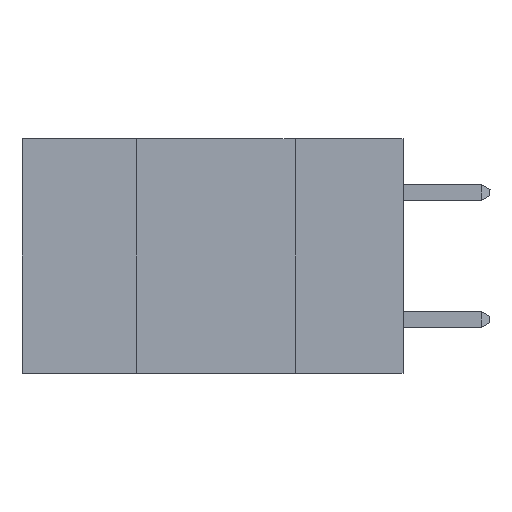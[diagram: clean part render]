
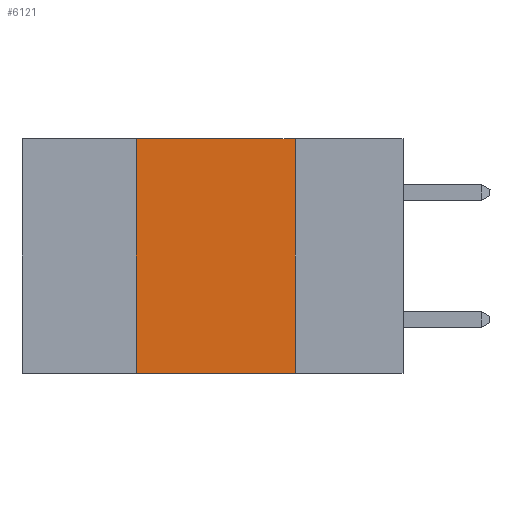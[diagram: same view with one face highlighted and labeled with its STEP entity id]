
A CAD part, left-side view. The second image highlights one B-rep face of the part: STEP entity #6121.
In plain terms, the highlighted planar face has unit normal (-1, 0, 0).
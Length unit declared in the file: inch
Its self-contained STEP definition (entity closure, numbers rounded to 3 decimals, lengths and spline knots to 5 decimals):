
#530 = AXIS2_PLACEMENT_3D ( 'NONE', #804, #14625, #4319 ) ;
#727 = CARTESIAN_POINT ( 'NONE',  ( 0., 0.17, 0. ) ) ;
#804 = CARTESIAN_POINT ( 'NONE',  ( 0., 0.6, 0. ) ) ;
#923 = LINE ( 'NONE', #17461, #4468 ) ;
#1061 = EDGE_CURVE ( 'NONE', #16373, #21375, #2824, .T. ) ;
#2335 = LINE ( 'NONE', #4360, #11002 ) ;
#2621 = ORIENTED_EDGE ( 'NONE', *, *, #1061, .F. ) ;
#2680 = EDGE_CURVE ( 'NONE', #13308, #16373, #6082, .T. ) ;
#2788 = ORIENTED_EDGE ( 'NONE', *, *, #2680, .F. ) ;
#2824 = LINE ( 'NONE', #727, #16003 ) ;
#2935 = CARTESIAN_POINT ( 'NONE',  ( 0., 0.42, 0. ) ) ;
#3831 = EDGE_LOOP ( 'NONE', ( #2621, #2788, #8282, #6068 ) ) ;
#3974 = CARTESIAN_POINT ( 'NONE',  ( 0., 0.17, -0.37 ) ) ;
#4319 = DIRECTION ( 'NONE',  ( 0., 0., -1. ) ) ;
#4360 = CARTESIAN_POINT ( 'NONE',  ( 0., 0.42, 0. ) ) ;
#4468 = VECTOR ( 'NONE', #20791, 39.37008 ) ;
#6068 = ORIENTED_EDGE ( 'NONE', *, *, #10755, .T. ) ;
#6082 = LINE ( 'NONE', #6934, #10619 ) ;
#6121 = ADVANCED_FACE ( 'NONE', ( #20209 ), #17914, .F. ) ;
#6140 = DIRECTION ( 'NONE',  ( 0., 0., 1. ) ) ;
#6934 = CARTESIAN_POINT ( 'NONE',  ( 0., 0.6, 0. ) ) ;
#7727 = CARTESIAN_POINT ( 'NONE',  ( 0., 0.42, -0.37 ) ) ;
#8282 = ORIENTED_EDGE ( 'NONE', *, *, #17579, .F. ) ;
#10619 = VECTOR ( 'NONE', #16853, 39.37008 ) ;
#10755 = EDGE_CURVE ( 'NONE', #19523, #21375, #923, .T. ) ;
#11002 = VECTOR ( 'NONE', #6140, 39.37008 ) ;
#13308 = VERTEX_POINT ( 'NONE', #2935 ) ;
#14420 = DIRECTION ( 'NONE',  ( 0., 0., -1. ) ) ;
#14625 = DIRECTION ( 'NONE',  ( 1., 0., 0. ) ) ;
#15709 = CARTESIAN_POINT ( 'NONE',  ( 0., 0.17, 0. ) ) ;
#16003 = VECTOR ( 'NONE', #14420, 39.37008 ) ;
#16373 = VERTEX_POINT ( 'NONE', #15709 ) ;
#16853 = DIRECTION ( 'NONE',  ( 0., -1., 0. ) ) ;
#17461 = CARTESIAN_POINT ( 'NONE',  ( 0., 0.6, -0.37 ) ) ;
#17579 = EDGE_CURVE ( 'NONE', #19523, #13308, #2335, .T. ) ;
#17914 = PLANE ( 'NONE',  #530 ) ;
#19523 = VERTEX_POINT ( 'NONE', #7727 ) ;
#20209 = FACE_OUTER_BOUND ( 'NONE', #3831, .T. ) ;
#20791 = DIRECTION ( 'NONE',  ( 0., -1., 0. ) ) ;
#21375 = VERTEX_POINT ( 'NONE', #3974 ) ;
